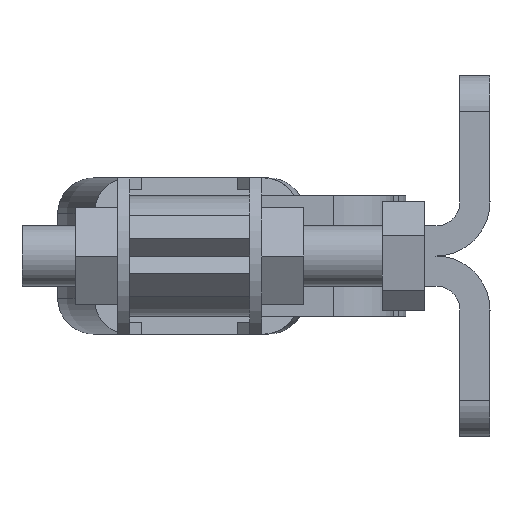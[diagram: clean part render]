
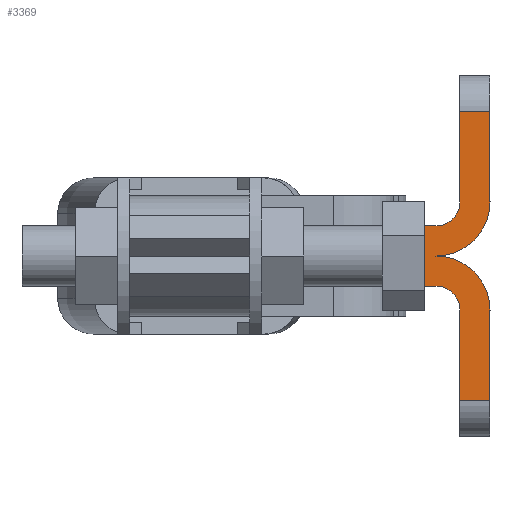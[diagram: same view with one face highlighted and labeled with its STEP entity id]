
A CAD part, left-side view. The second image highlights one B-rep face of the part: STEP entity #3369.
In plain terms, the highlighted planar face has unit normal (-1, 0, 0).
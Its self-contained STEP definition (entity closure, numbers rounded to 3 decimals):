
#137=PLANE('',#3796);
#285=FACE_OUTER_BOUND('',#483,.T.);
#483=EDGE_LOOP('',(#2555,#2556,#2557,#2558,#2559,#2560,#2561,#2562,#2563,
#2564,#2565,#2566,#2567,#2568,#2569,#2570,#2571));
#657=LINE('',#5109,#997);
#671=LINE('',#5176,#1011);
#687=LINE('',#5251,#1027);
#699=LINE('',#5296,#1039);
#701=LINE('',#5301,#1041);
#719=LINE('',#5329,#1059);
#721=LINE('',#5332,#1061);
#723=LINE('',#5335,#1063);
#726=LINE('',#5340,#1066);
#734=LINE('',#5353,#1074);
#747=LINE('',#5375,#1087);
#749=LINE('',#5378,#1089);
#752=LINE('',#5383,#1092);
#997=VECTOR('',#4071,5.);
#1011=VECTOR('',#4135,2.5);
#1027=VECTOR('',#4203,2.5);
#1039=VECTOR('',#4243,0.);
#1041=VECTOR('',#4247,7.5);
#1059=VECTOR('',#4281,7.5);
#1061=VECTOR('',#4285,0.);
#1063=VECTOR('',#4289,8.5);
#1066=VECTOR('',#4294,0.);
#1074=VECTOR('',#4304,7.5);
#1087=VECTOR('',#4333,7.5);
#1089=VECTOR('',#4337,0.);
#1092=VECTOR('',#4344,8.5);
#1345=CIRCLE('',#3719,2.);
#1347=CIRCLE('',#3722,4.5);
#1363=CIRCLE('',#3746,2.);
#1365=CIRCLE('',#3749,4.5);
#1487=VERTEX_POINT('',#5106);
#1488=VERTEX_POINT('',#5108);
#1497=VERTEX_POINT('',#5133);
#1498=VERTEX_POINT('',#5134);
#1501=VERTEX_POINT('',#5142);
#1502=VERTEX_POINT('',#5143);
#1514=VERTEX_POINT('',#5170);
#1516=VERTEX_POINT('',#5174);
#1533=VERTEX_POINT('',#5214);
#1534=VERTEX_POINT('',#5215);
#1537=VERTEX_POINT('',#5223);
#1548=VERTEX_POINT('',#5248);
#1549=VERTEX_POINT('',#5250);
#1568=VERTEX_POINT('',#5294);
#1570=VERTEX_POINT('',#5299);
#1573=VERTEX_POINT('',#5339);
#1576=VERTEX_POINT('',#5346);
#1814=EDGE_CURVE('',#1488,#1487,#657,.T.);
#1826=EDGE_CURVE('',#1497,#1498,#1345,.T.);
#1830=EDGE_CURVE('',#1501,#1502,#1347,.T.);
#1845=EDGE_CURVE('',#1514,#1516,#671,.T.);
#1862=EDGE_CURVE('',#1533,#1534,#1363,.T.);
#1866=EDGE_CURVE('',#1537,#1502,#1365,.T.);
#1878=EDGE_CURVE('',#1548,#1549,#687,.T.);
#1899=EDGE_CURVE('',#1568,#1534,#699,.T.);
#1901=EDGE_CURVE('',#1548,#1570,#701,.T.);
#1919=EDGE_CURVE('',#1549,#1568,#719,.T.);
#1921=EDGE_CURVE('',#1570,#1537,#721,.T.);
#1923=EDGE_CURVE('',#1533,#1487,#723,.T.);
#1926=EDGE_CURVE('',#1573,#1498,#726,.T.);
#1934=EDGE_CURVE('',#1514,#1576,#734,.T.);
#1947=EDGE_CURVE('',#1516,#1573,#747,.T.);
#1949=EDGE_CURVE('',#1576,#1501,#749,.T.);
#1952=EDGE_CURVE('',#1497,#1488,#752,.T.);
#2555=ORIENTED_EDGE('',*,*,#1952,.T.);
#2556=ORIENTED_EDGE('',*,*,#1814,.T.);
#2557=ORIENTED_EDGE('',*,*,#1923,.F.);
#2558=ORIENTED_EDGE('',*,*,#1862,.T.);
#2559=ORIENTED_EDGE('',*,*,#1899,.F.);
#2560=ORIENTED_EDGE('',*,*,#1919,.F.);
#2561=ORIENTED_EDGE('',*,*,#1878,.F.);
#2562=ORIENTED_EDGE('',*,*,#1901,.T.);
#2563=ORIENTED_EDGE('',*,*,#1921,.T.);
#2564=ORIENTED_EDGE('',*,*,#1866,.T.);
#2565=ORIENTED_EDGE('',*,*,#1830,.F.);
#2566=ORIENTED_EDGE('',*,*,#1949,.F.);
#2567=ORIENTED_EDGE('',*,*,#1934,.F.);
#2568=ORIENTED_EDGE('',*,*,#1845,.T.);
#2569=ORIENTED_EDGE('',*,*,#1947,.T.);
#2570=ORIENTED_EDGE('',*,*,#1926,.T.);
#2571=ORIENTED_EDGE('',*,*,#1826,.F.);
#3369=ADVANCED_FACE('',(#285),#137,.T.);
#3719=AXIS2_PLACEMENT_3D('',#5135,#4098,#4099);
#3722=AXIS2_PLACEMENT_3D('',#5144,#4106,#4107);
#3746=AXIS2_PLACEMENT_3D('',#5216,#4170,#4171);
#3749=AXIS2_PLACEMENT_3D('',#5224,#4178,#4179);
#3796=AXIS2_PLACEMENT_3D('',#5382,#4342,#4343);
#4071=DIRECTION('',(0.,0.,-1.));
#4098=DIRECTION('center_axis',(-1.,0.,0.));
#4099=DIRECTION('ref_axis',(0.,-0.707,-0.707));
#4106=DIRECTION('center_axis',(1.,0.,0.));
#4107=DIRECTION('ref_axis',(0.,-0.707,-0.707));
#4135=DIRECTION('',(0.,1.,0.));
#4170=DIRECTION('center_axis',(1.,0.,0.));
#4171=DIRECTION('ref_axis',(0.,-0.707,0.707));
#4178=DIRECTION('center_axis',(-1.,0.,0.));
#4179=DIRECTION('ref_axis',(0.,-0.707,0.707));
#4203=DIRECTION('',(0.,1.,0.));
#4243=DIRECTION('',(0.,-1.,0.));
#4247=DIRECTION('',(0.,0.,1.));
#4281=DIRECTION('',(0.,0.,1.));
#4285=DIRECTION('',(0.,-1.,0.));
#4289=DIRECTION('',(0.,1.,0.));
#4294=DIRECTION('',(0.,-1.,0.));
#4304=DIRECTION('',(0.,0.,-1.));
#4333=DIRECTION('',(0.,0.,-1.));
#4337=DIRECTION('',(0.,-1.,0.));
#4342=DIRECTION('center_axis',(-1.,0.,0.));
#4343=DIRECTION('ref_axis',(0.,0.,1.));
#4344=DIRECTION('',(0.,1.,0.));
#5106=CARTESIAN_POINT('',(353.589,100.08,-2.5));
#5108=CARTESIAN_POINT('',(353.589,100.08,2.5));
#5109=CARTESIAN_POINT('',(353.589,100.08,2.5));
#5133=CARTESIAN_POINT('',(353.589,91.58,2.5));
#5134=CARTESIAN_POINT('',(353.589,89.58,4.5));
#5135=CARTESIAN_POINT('Origin',(353.589,91.58,4.5));
#5142=CARTESIAN_POINT('',(353.589,87.08,4.5));
#5143=CARTESIAN_POINT('',(353.589,91.58,0.));
#5144=CARTESIAN_POINT('Origin',(353.589,91.58,4.5));
#5170=CARTESIAN_POINT('',(353.589,87.08,12.));
#5174=CARTESIAN_POINT('',(353.589,89.58,12.));
#5176=CARTESIAN_POINT('',(353.589,87.08,12.));
#5214=CARTESIAN_POINT('',(353.589,91.58,-2.5));
#5215=CARTESIAN_POINT('',(353.589,89.58,-4.5));
#5216=CARTESIAN_POINT('Origin',(353.589,91.58,-4.5));
#5223=CARTESIAN_POINT('',(353.589,87.08,-4.5));
#5224=CARTESIAN_POINT('Origin',(353.589,91.58,-4.5));
#5248=CARTESIAN_POINT('',(353.589,87.08,-12.));
#5250=CARTESIAN_POINT('',(353.589,89.58,-12.));
#5251=CARTESIAN_POINT('',(353.589,87.08,-12.));
#5294=CARTESIAN_POINT('',(353.589,89.58,-4.5));
#5296=CARTESIAN_POINT('',(353.589,89.58,-4.5));
#5299=CARTESIAN_POINT('',(353.589,87.08,-4.5));
#5301=CARTESIAN_POINT('',(353.589,87.08,-12.));
#5329=CARTESIAN_POINT('',(353.589,89.58,-12.));
#5332=CARTESIAN_POINT('',(353.589,87.08,-4.5));
#5335=CARTESIAN_POINT('',(353.589,91.58,-2.5));
#5339=CARTESIAN_POINT('',(353.589,89.58,4.5));
#5340=CARTESIAN_POINT('',(353.589,89.58,4.5));
#5346=CARTESIAN_POINT('',(353.589,87.08,4.5));
#5353=CARTESIAN_POINT('',(353.589,87.08,12.));
#5375=CARTESIAN_POINT('',(353.589,89.58,12.));
#5378=CARTESIAN_POINT('',(353.589,87.08,4.5));
#5382=CARTESIAN_POINT('Origin',(353.589,91.58,0.));
#5383=CARTESIAN_POINT('',(353.589,91.58,2.5));
